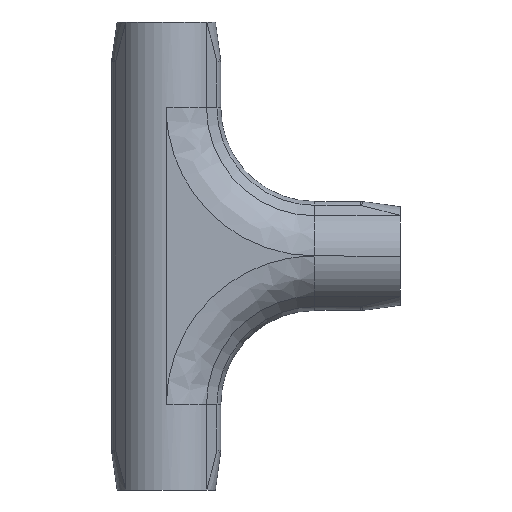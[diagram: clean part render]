
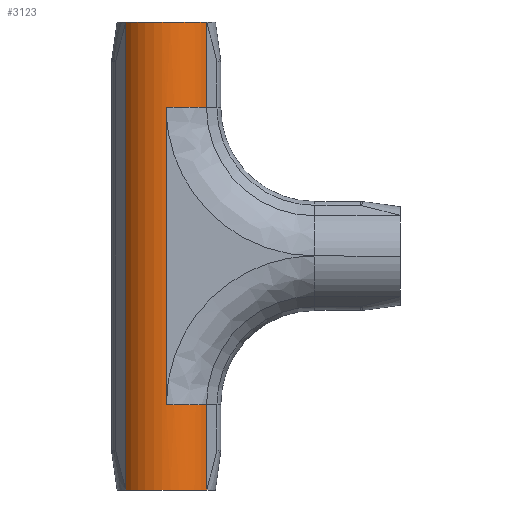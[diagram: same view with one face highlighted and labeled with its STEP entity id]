
A CAD part, front view. The second image highlights one B-rep face of the part: STEP entity #3123.
In plain terms, the highlighted cylindrical face has radius 11.5 mm (diameter 23 mm), a partial arc.
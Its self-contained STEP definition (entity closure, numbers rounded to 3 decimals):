
#20 = CARTESIAN_POINT ( 'NONE',  ( 105.422, 42.515, -7.42 ) ) ;
#64 = ORIENTED_EDGE ( 'NONE', *, *, #3730, .T. ) ;
#236 = VERTEX_POINT ( 'NONE', #2104 ) ;
#364 = DIRECTION ( 'NONE',  ( 0., 0., 1. ) ) ;
#377 = LINE ( 'NONE', #20, #3188 ) ;
#419 = EDGE_CURVE ( 'NONE', #860, #236, #3400, .T. ) ;
#467 = DIRECTION ( 'NONE',  ( 0., 0., 1. ) ) ;
#532 = CARTESIAN_POINT ( 'NONE',  ( 172.21, 42.515, 11.42 ) ) ;
#578 = VERTEX_POINT ( 'NONE', #2721 ) ;
#582 = VECTOR ( 'NONE', #3834, 1000. ) ;
#615 = AXIS2_PLACEMENT_3D ( 'NONE', #1447, #1424, #1402 ) ;
#732 = AXIS2_PLACEMENT_3D ( 'NONE', #1268, #1286, #1299 ) ;
#860 = VERTEX_POINT ( 'NONE', #2660 ) ;
#884 = CARTESIAN_POINT ( 'NONE',  ( 105.422, 42.515, -7.42 ) ) ;
#1081 = LINE ( 'NONE', #3098, #3251 ) ;
#1088 = DIRECTION ( 'NONE',  ( 1., 0., 0. ) ) ;
#1154 = EDGE_CURVE ( 'NONE', #2019, #4492, #1754, .T. ) ;
#1224 = ORIENTED_EDGE ( 'NONE', *, *, #1850, .T. ) ;
#1246 = DIRECTION ( 'NONE',  ( 1., 0., 0. ) ) ;
#1268 = CARTESIAN_POINT ( 'NONE',  ( 82.71, 49.111, 2. ) ) ;
#1286 = DIRECTION ( 'NONE',  ( -1., 0., 0. ) ) ;
#1299 = DIRECTION ( 'NONE',  ( 0., 0., 1. ) ) ;
#1358 = ORIENTED_EDGE ( 'NONE', *, *, #4422, .T. ) ;
#1402 = DIRECTION ( 'NONE',  ( 0., 0., 1. ) ) ;
#1414 = VERTEX_POINT ( 'NONE', #1753 ) ;
#1424 = DIRECTION ( 'NONE',  ( -1., 0., 0. ) ) ;
#1447 = CARTESIAN_POINT ( 'NONE',  ( 62.71, 49.111, 2. ) ) ;
#1753 = CARTESIAN_POINT ( 'NONE',  ( 82.71, 42.515, -7.42 ) ) ;
#1754 = CIRCLE ( 'NONE', #615, 11.5 ) ;
#1827 = CARTESIAN_POINT ( 'NONE',  ( 172.21, 42.515, -7.42 ) ) ;
#1850 = EDGE_CURVE ( 'NONE', #236, #2043, #377, .T. ) ;
#1881 = DIRECTION ( 'NONE',  ( 0., 0., -1. ) ) ;
#1883 = EDGE_CURVE ( 'NONE', #1414, #578, #3622, .T. ) ;
#1917 = DIRECTION ( 'NONE',  ( -1., 0., 0. ) ) ;
#1926 = ORIENTED_EDGE ( 'NONE', *, *, #419, .T. ) ;
#1971 = CARTESIAN_POINT ( 'NONE',  ( 172.21, 49.111, 2. ) ) ;
#2008 = LINE ( 'NONE', #884, #3920 ) ;
#2019 = VERTEX_POINT ( 'NONE', #2268 ) ;
#2043 = VERTEX_POINT ( 'NONE', #1827 ) ;
#2104 = CARTESIAN_POINT ( 'NONE',  ( 152.21, 42.515, -7.42 ) ) ;
#2268 = CARTESIAN_POINT ( 'NONE',  ( 62.71, 42.515, -7.42 ) ) ;
#2421 = EDGE_LOOP ( 'NONE', ( #2580, #1358, #1926, #1224, #3238, #64, #3516, #2591 ) ) ;
#2436 = CIRCLE ( 'NONE', #2511, 11.5 ) ;
#2511 = AXIS2_PLACEMENT_3D ( 'NONE', #1971, #1917, #1881 ) ;
#2580 = ORIENTED_EDGE ( 'NONE', *, *, #1883, .T. ) ;
#2591 = ORIENTED_EDGE ( 'NONE', *, *, #2717, .T. ) ;
#2655 = EDGE_CURVE ( 'NONE', #2043, #3798, #2436, .T. ) ;
#2660 = CARTESIAN_POINT ( 'NONE',  ( 152.21, 37.611, 2. ) ) ;
#2717 = EDGE_CURVE ( 'NONE', #2019, #1414, #2008, .T. ) ;
#2721 = CARTESIAN_POINT ( 'NONE',  ( 82.71, 37.611, 2. ) ) ;
#2729 = CYLINDRICAL_SURFACE ( 'NONE', #4137, 11.5 ) ;
#2778 = FACE_OUTER_BOUND ( 'NONE', #2421, .T. ) ;
#3098 = CARTESIAN_POINT ( 'NONE',  ( 105.422, 37.611, 2. ) ) ;
#3123 = ADVANCED_FACE ( 'NONE', ( #2778 ), #2729, .T. ) ;
#3188 = VECTOR ( 'NONE', #1088, 1000. ) ;
#3238 = ORIENTED_EDGE ( 'NONE', *, *, #2655, .T. ) ;
#3251 = VECTOR ( 'NONE', #3708, 1000. ) ;
#3293 = CARTESIAN_POINT ( 'NONE',  ( 62.71, 42.515, 11.42 ) ) ;
#3331 = AXIS2_PLACEMENT_3D ( 'NONE', #3965, #4310, #467 ) ;
#3400 = CIRCLE ( 'NONE', #3331, 11.5 ) ;
#3516 = ORIENTED_EDGE ( 'NONE', *, *, #1154, .F. ) ;
#3622 = CIRCLE ( 'NONE', #732, 11.5 ) ;
#3708 = DIRECTION ( 'NONE',  ( 1., 0., 0. ) ) ;
#3730 = EDGE_CURVE ( 'NONE', #3798, #4492, #3848, .T. ) ;
#3798 = VERTEX_POINT ( 'NONE', #532 ) ;
#3834 = DIRECTION ( 'NONE',  ( -1., 0., 0. ) ) ;
#3848 = LINE ( 'NONE', #3890, #582 ) ;
#3876 = CARTESIAN_POINT ( 'NONE',  ( 105.422, 49.111, 2. ) ) ;
#3890 = CARTESIAN_POINT ( 'NONE',  ( 105.422, 42.515, 11.42 ) ) ;
#3920 = VECTOR ( 'NONE', #1246, 1000. ) ;
#3965 = CARTESIAN_POINT ( 'NONE',  ( 152.21, 49.111, 2. ) ) ;
#4137 = AXIS2_PLACEMENT_3D ( 'NONE', #3876, #4196, #364 ) ;
#4196 = DIRECTION ( 'NONE',  ( -1., 0., 0. ) ) ;
#4310 = DIRECTION ( 'NONE',  ( 1., 0., 0. ) ) ;
#4422 = EDGE_CURVE ( 'NONE', #578, #860, #1081, .T. ) ;
#4492 = VERTEX_POINT ( 'NONE', #3293 ) ;
